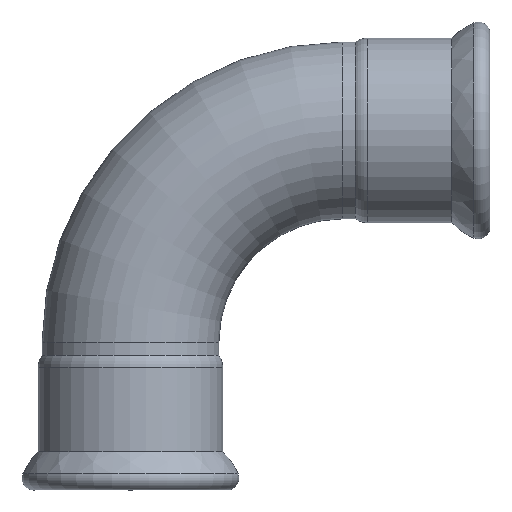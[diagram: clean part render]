
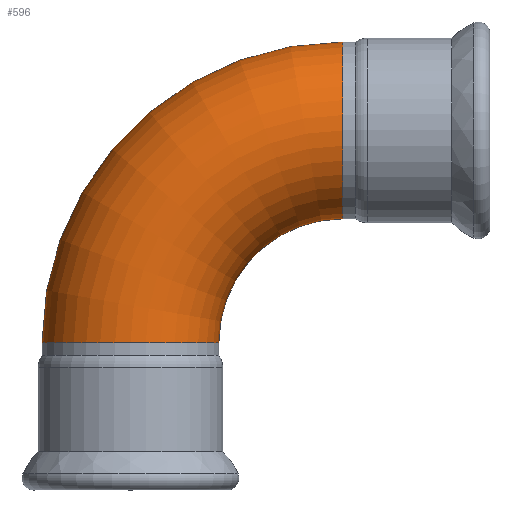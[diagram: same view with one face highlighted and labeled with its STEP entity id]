
A CAD part, front view. The second image highlights one B-rep face of the part: STEP entity #596.
In plain terms, the highlighted toroidal (fillet/blend) face has major radius 129.6 mm and minor radius 54 mm.
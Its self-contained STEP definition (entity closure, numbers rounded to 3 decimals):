
#26=TOROIDAL_SURFACE('',#702,129.6,54.);
#84=FACE_OUTER_BOUND('',#113,.T.);
#113=EDGE_LOOP('',(#500,#501,#502,#503,#504,#505));
#169=CIRCLE('',#680,54.);
#170=CIRCLE('',#681,54.);
#185=CIRCLE('',#703,75.6);
#186=CIRCLE('',#704,54.);
#187=CIRCLE('',#705,54.);
#250=VERTEX_POINT('',#1128);
#251=VERTEX_POINT('',#1130);
#262=VERTEX_POINT('',#1166);
#263=VERTEX_POINT('',#1168);
#332=EDGE_CURVE('',#251,#250,#169,.T.);
#333=EDGE_CURVE('',#250,#251,#170,.T.);
#350=EDGE_CURVE('',#251,#262,#185,.T.);
#351=EDGE_CURVE('',#263,#262,#186,.T.);
#352=EDGE_CURVE('',#262,#263,#187,.T.);
#500=ORIENTED_EDGE('',*,*,#333,.T.);
#501=ORIENTED_EDGE('',*,*,#350,.T.);
#502=ORIENTED_EDGE('',*,*,#351,.F.);
#503=ORIENTED_EDGE('',*,*,#352,.F.);
#504=ORIENTED_EDGE('',*,*,#350,.F.);
#505=ORIENTED_EDGE('',*,*,#332,.T.);
#596=ADVANCED_FACE('',(#84),#26,.T.);
#680=AXIS2_PLACEMENT_3D('',#1131,#852,#853);
#681=AXIS2_PLACEMENT_3D('',#1132,#854,#855);
#702=AXIS2_PLACEMENT_3D('',#1165,#898,#899);
#703=AXIS2_PLACEMENT_3D('',#1167,#900,#901);
#704=AXIS2_PLACEMENT_3D('',#1169,#902,#903);
#705=AXIS2_PLACEMENT_3D('',#1170,#904,#905);
#852=DIRECTION('center_axis',(0.,0.,1.));
#853=DIRECTION('ref_axis',(0.,1.,0.));
#854=DIRECTION('center_axis',(0.,0.,1.));
#855=DIRECTION('ref_axis',(0.,1.,0.));
#898=DIRECTION('center_axis',(0.,-1.,0.));
#899=DIRECTION('ref_axis',(0.,0.,-1.));
#900=DIRECTION('center_axis',(0.,1.,0.));
#901=DIRECTION('ref_axis',(0.,0.,-1.));
#902=DIRECTION('center_axis',(1.,0.,0.));
#903=DIRECTION('ref_axis',(0.,1.,0.));
#904=DIRECTION('center_axis',(1.,0.,0.));
#905=DIRECTION('ref_axis',(0.,1.,0.));
#1128=CARTESIAN_POINT('',(-129.6,-54.,0.));
#1130=CARTESIAN_POINT('',(-75.6,0.,0.));
#1131=CARTESIAN_POINT('Origin',(-129.6,0.,0.));
#1132=CARTESIAN_POINT('Origin',(-129.6,0.,0.));
#1165=CARTESIAN_POINT('Origin',(0.,0.,0.));
#1166=CARTESIAN_POINT('',(0.,0.,75.6));
#1167=CARTESIAN_POINT('Origin',(0.,0.,0.));
#1168=CARTESIAN_POINT('',(0.,-54.,129.6));
#1169=CARTESIAN_POINT('Origin',(0.,0.,129.6));
#1170=CARTESIAN_POINT('Origin',(0.,0.,129.6));
